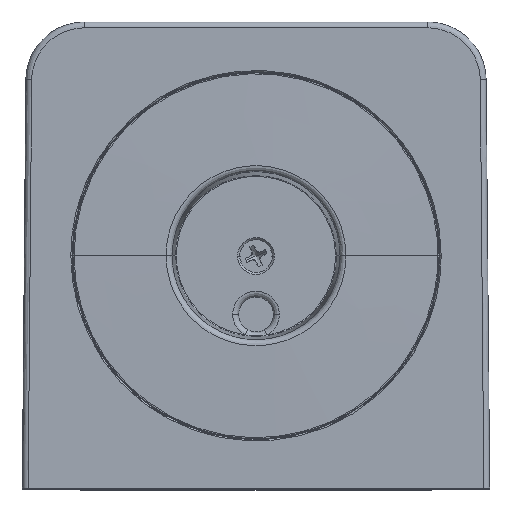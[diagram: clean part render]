
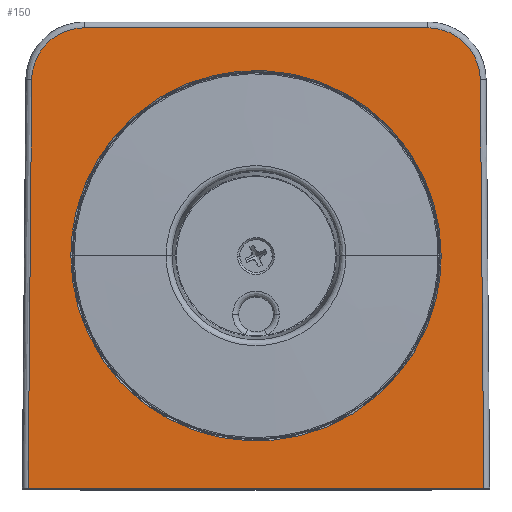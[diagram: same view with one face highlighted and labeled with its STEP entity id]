
A CAD part, top view. The second image highlights one B-rep face of the part: STEP entity #150.
In plain terms, the highlighted planar face has unit normal (0, 0, 1).
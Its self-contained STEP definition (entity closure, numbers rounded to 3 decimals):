
#26=FACE_BOUND('',#967,.T.);
#150=ADVANCED_FACE('',(#555,#26),#5620,.T.);
#555=FACE_OUTER_BOUND('',#966,.T.);
#966=EDGE_LOOP('',(#1879,#1880,#1881,#1882,#1883,#1884));
#967=EDGE_LOOP('',(#1885,#1886));
#1879=ORIENTED_EDGE('',*,*,#3517,.T.);
#1880=ORIENTED_EDGE('',*,*,#3679,.T.);
#1881=ORIENTED_EDGE('',*,*,#3518,.T.);
#1882=ORIENTED_EDGE('',*,*,#3672,.T.);
#1883=ORIENTED_EDGE('',*,*,#3674,.T.);
#1884=ORIENTED_EDGE('',*,*,#3519,.T.);
#1885=ORIENTED_EDGE('',*,*,#3336,.F.);
#1886=ORIENTED_EDGE('',*,*,#3933,.F.);
#3336=EDGE_CURVE('',#5159,#5160,#4394,.T.);
#3517=EDGE_CURVE('',#5357,#5358,#4534,.T.);
#3518=EDGE_CURVE('',#5359,#5360,#4206,.T.);
#3519=EDGE_CURVE('',#5362,#5357,#4207,.T.);
#3672=EDGE_CURVE('',#5360,#5361,#4620,.T.);
#3674=EDGE_CURVE('',#5361,#5362,#4622,.T.);
#3679=EDGE_CURVE('',#5358,#5359,#4627,.T.);
#3933=EDGE_CURVE('',#5160,#5159,#4876,.T.);
#4206=B_SPLINE_CURVE_WITH_KNOTS('',1,(#18748,#18749),.UNSPECIFIED.,.F.,
 .F.,(2,2),(0.,77.996),.UNSPECIFIED.);
#4207=B_SPLINE_CURVE_WITH_KNOTS('',1,(#18750,#18751),.UNSPECIFIED.,.F.,
 .F.,(2,2),(0.,58.777),.UNSPECIFIED.);
#4394=(
BOUNDED_CURVE()
B_SPLINE_CURVE(2,(#18159,#18160,#18161,#18162,#18163),.UNSPECIFIED.,.F.,
 .F.)
B_SPLINE_CURVE_WITH_KNOTS((3,2,3),(-99.583,-49.792,0.),
 .UNSPECIFIED.)
CURVE()
GEOMETRIC_REPRESENTATION_ITEM()
RATIONAL_B_SPLINE_CURVE((1.,0.707,1.,0.707,1.))
REPRESENTATION_ITEM('')
);
#4534=(
BOUNDED_CURVE()
B_SPLINE_CURVE(2,(#18745,#18746,#18747),.UNSPECIFIED.,.F.,.F.)
B_SPLINE_CURVE_WITH_KNOTS((3,3),(0.,14.059),.UNSPECIFIED.)
CURVE()
GEOMETRIC_REPRESENTATION_ITEM()
RATIONAL_B_SPLINE_CURVE((1.,0.71,1.))
REPRESENTATION_ITEM('')
);
#4620=(
BOUNDED_CURVE()
B_SPLINE_CURVE(1,(#19239,#19240),.UNSPECIFIED.,.F.,.F.)
B_SPLINE_CURVE_WITH_KNOTS((2,2),(0.,69.881),.UNSPECIFIED.)
CURVE()
GEOMETRIC_REPRESENTATION_ITEM()
RATIONAL_B_SPLINE_CURVE((1.,1.))
REPRESENTATION_ITEM('')
);
#4622=(
BOUNDED_CURVE()
B_SPLINE_CURVE(2,(#19244,#19245,#19246),.UNSPECIFIED.,.F.,.F.)
B_SPLINE_CURVE_WITH_KNOTS((3,3),(0.,14.059),.UNSPECIFIED.)
CURVE()
GEOMETRIC_REPRESENTATION_ITEM()
RATIONAL_B_SPLINE_CURVE((1.,0.71,1.))
REPRESENTATION_ITEM('')
);
#4627=(
BOUNDED_CURVE()
B_SPLINE_CURVE(1,(#19259,#19260),.UNSPECIFIED.,.F.,.F.)
B_SPLINE_CURVE_WITH_KNOTS((2,2),(0.,69.881),.UNSPECIFIED.)
CURVE()
GEOMETRIC_REPRESENTATION_ITEM()
RATIONAL_B_SPLINE_CURVE((1.,1.))
REPRESENTATION_ITEM('')
);
#4876=(
BOUNDED_CURVE()
B_SPLINE_CURVE(2,(#20825,#20826,#20827,#20828,#20829),.UNSPECIFIED.,.F.,
 .F.)
B_SPLINE_CURVE_WITH_KNOTS((3,2,3),(-99.583,-49.792,0.),
 .UNSPECIFIED.)
CURVE()
GEOMETRIC_REPRESENTATION_ITEM()
RATIONAL_B_SPLINE_CURVE((1.,0.707,1.,0.707,1.))
REPRESENTATION_ITEM('')
);
#5159=VERTEX_POINT('',#17788);
#5160=VERTEX_POINT('',#17789);
#5357=VERTEX_POINT('',#17986);
#5358=VERTEX_POINT('',#17987);
#5359=VERTEX_POINT('',#17988);
#5360=VERTEX_POINT('',#17989);
#5361=VERTEX_POINT('',#17990);
#5362=VERTEX_POINT('',#17991);
#5620=PLANE('',#6113);
#6113=AXIS2_PLACEMENT_3D('',#11227,#6178,$);
#6178=DIRECTION('',(0.,0.,1.));
#11227=CARTESIAN_POINT('',(-6.812,86.892,0.));
#17788=CARTESIAN_POINT('',(71.696,40.,0.));
#17789=CARTESIAN_POINT('',(8.3,40.,0.));
#17986=CARTESIAN_POINT('',(10.609,79.,0.));
#17987=CARTESIAN_POINT('',(1.61,70.079,0.));
#17988=CARTESIAN_POINT('',(1.,0.2,0.));
#17989=CARTESIAN_POINT('',(78.996,0.2,0.));
#17990=CARTESIAN_POINT('',(78.387,70.079,0.));
#17991=CARTESIAN_POINT('',(69.387,79.,0.));
#18159=CARTESIAN_POINT('',(71.696,40.,0.));
#18160=CARTESIAN_POINT('',(71.696,71.698,0.));
#18161=CARTESIAN_POINT('',(39.998,71.698,0.));
#18162=CARTESIAN_POINT('',(8.3,71.698,0.));
#18163=CARTESIAN_POINT('',(8.3,40.,0.));
#18745=CARTESIAN_POINT('',(10.609,79.,0.));
#18746=CARTESIAN_POINT('',(1.688,79.,0.));
#18747=CARTESIAN_POINT('',(1.61,70.079,0.));
#18748=CARTESIAN_POINT('',(1.,0.2,0.));
#18749=CARTESIAN_POINT('',(78.996,0.2,0.));
#18750=CARTESIAN_POINT('',(69.387,79.,0.));
#18751=CARTESIAN_POINT('',(10.609,79.,0.));
#19239=CARTESIAN_POINT('',(78.996,0.2,0.));
#19240=CARTESIAN_POINT('',(78.387,70.079,0.));
#19244=CARTESIAN_POINT('',(78.387,70.079,0.));
#19245=CARTESIAN_POINT('',(78.309,79.,0.));
#19246=CARTESIAN_POINT('',(69.387,79.,0.));
#19259=CARTESIAN_POINT('',(1.61,70.079,0.));
#19260=CARTESIAN_POINT('',(1.,0.2,0.));
#20825=CARTESIAN_POINT('',(8.3,40.,0.));
#20826=CARTESIAN_POINT('',(8.3,8.302,0.));
#20827=CARTESIAN_POINT('',(39.998,8.302,0.));
#20828=CARTESIAN_POINT('',(71.696,8.302,0.));
#20829=CARTESIAN_POINT('',(71.696,40.,0.));
